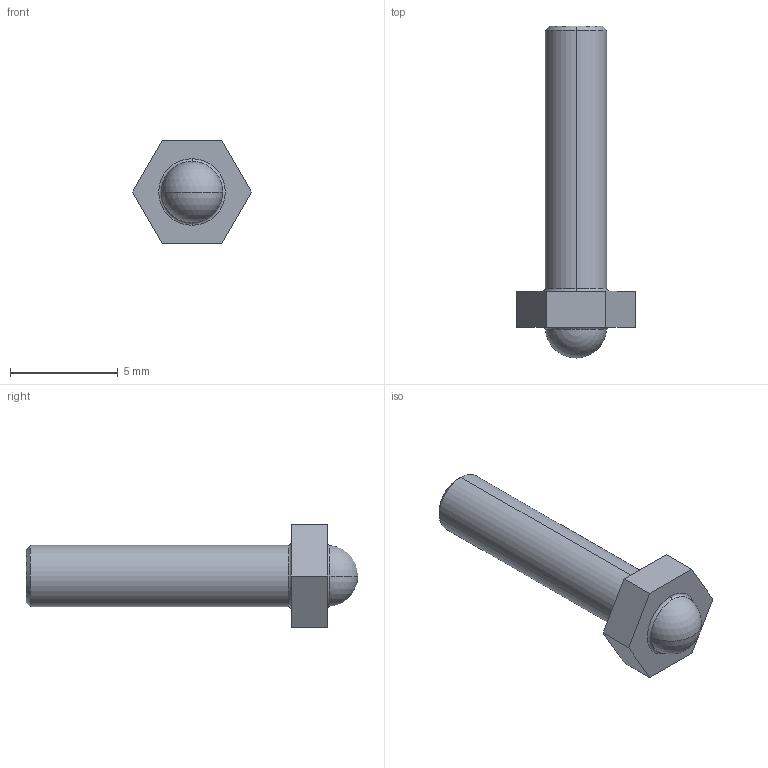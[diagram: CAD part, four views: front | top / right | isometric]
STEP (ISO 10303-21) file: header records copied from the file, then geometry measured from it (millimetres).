
FILE_DESCRIPTION (( 'STEP AP214' ), '1' );
FILE_NAME ('D1200447-v1_aLIGO_SUS_HSTS_BLADE LOCKDOWN UPPERMASS, HSTS.STEP', '2012-03-13T20:04:50', ( '' ), ( '' ), 'SwSTEP 2.0', 'SolidWorks 2012', '' );
FILE_SCHEMA (( 'AUTOMOTIVE_DESIGN' ));
Length unit declared in the file: inch
Products named in the file (1): D1200447-v1_aLIGO_SUS_HSTS_BLADE LOCKDOWN UPPERMASS, HSTS
Bounding box: 5.51 x 15.39 x 4.78 mm (x, y, z)
Volume: 112.7 mm3; surface area: 195.4 mm2
Topology: 1 solids, 1 shells, 26 faces, 60 edges, 39 vertices
Faces by surface type: plane 16, torus 4, sphere 2, cone 2, cylinder 2
Entity records: 780 total; most frequent: DIRECTION 134, CARTESIAN_POINT 126, ORIENTED_EDGE 120, EDGE_CURVE 60, AXIS2_PLACEMENT_3D 47, VECTOR 40, LINE 40, VERTEX_POINT 39
